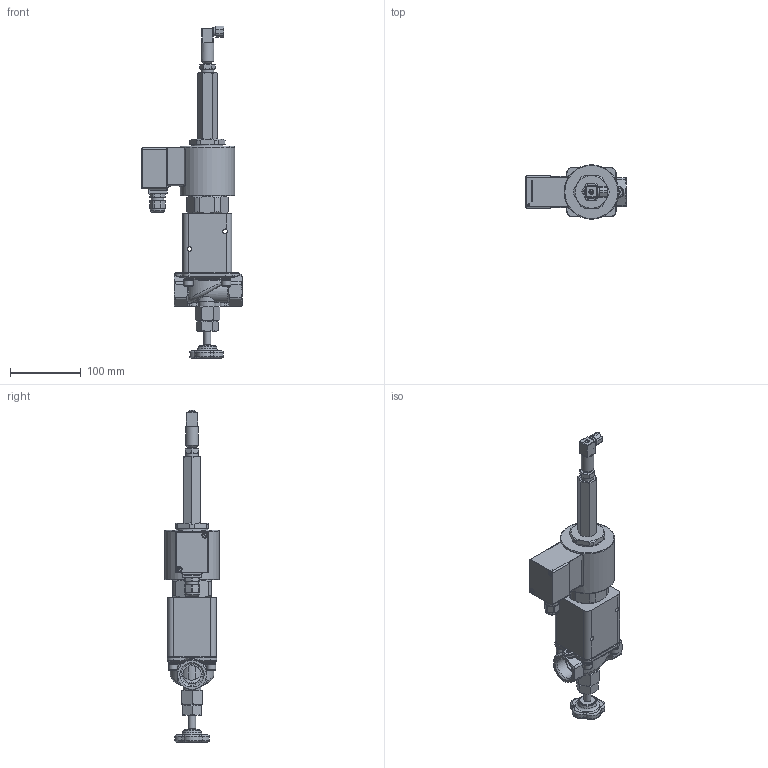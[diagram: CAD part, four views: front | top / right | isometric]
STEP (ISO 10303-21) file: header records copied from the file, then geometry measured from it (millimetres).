
FILE_DESCRIPTION(/* description */ ('3d-Modell'),/* implementation_level */ '2;1');
FILE_NAME(/* name */ '073.001771_B7325-0802-.242-4G.stp',/* time_stamp */ '2022-10-13T15:50:23+02:00',/* author */ ('CBeuthner'),/* organization */ (''),/* preprocessor_version */ 'ST-DEVELOPER v16.1',/* originating_system */ 'Autodesk Inventor 2016',/* authorisation */ '');
FILE_SCHEMA (('AUTOMOTIVE_DESIGN { 1 0 10303 214 3 1 1 }'));
Products named in the file (1): 88-005704
Bounding box: 141.5 x 77 x 468.99 mm (x, y, z)
Volume: 1056197.7 mm3; surface area: 182977.6 mm2
Topology: 1 solids, 24 shells, 1696 faces, 4252 edges, 2656 vertices
Faces by surface type: plane 718, cylinder 482, bspline 174, cone 152, torus 141, sphere 29
Full cylindrical faces by diameter (mm): 2 x1, 2.013 x1, 2.191 x1, 2.459 x3, 2.48 x1, 2.5 x2, 2.971 x4, 3 x5, 3.242 x6, 3.571 x1, 3.6 x2, 4 x6, 4.3 x2, 4.5 x6, 4.917 x2, 5 x2, 5.837 x1, 6 x4, 6.5 x2, 6.593 x1, 6.647 x4, 7 x4, 8 x6, 8.5 x5, 9 x2, 10 x2, 10.5 x1, 10.917 x1, 12 x3, 12.1 x1
Entity records: 56396 total; most frequent: CARTESIAN_POINT 16827, ORIENTED_EDGE 7894, DIRECTION 7551, EDGE_CURVE 3915, AXIS2_PLACEMENT_3D 2900, VERTEX_POINT 2549, EDGE_LOOP 2054, LINE 1751
